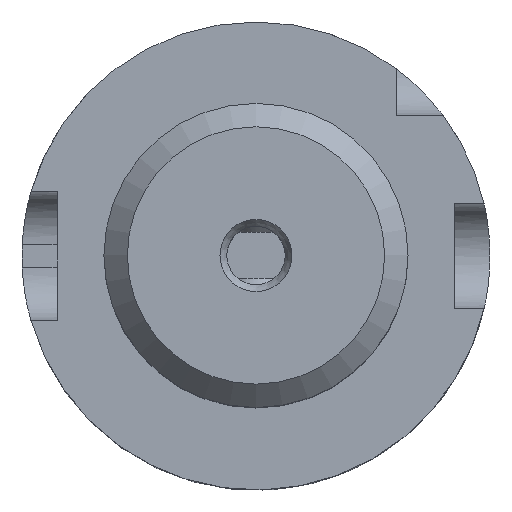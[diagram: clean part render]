
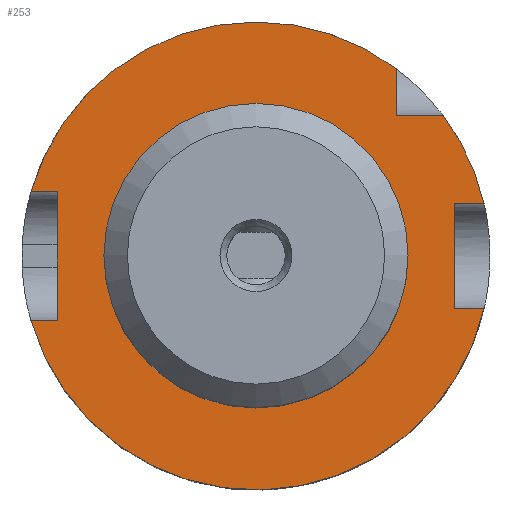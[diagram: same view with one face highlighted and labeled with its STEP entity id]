
A CAD part, top view. The second image highlights one B-rep face of the part: STEP entity #253.
In plain terms, the highlighted planar face has unit normal (0, 0, 1).
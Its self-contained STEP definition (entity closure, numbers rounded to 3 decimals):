
#87=PLANE('',#1779);
#253=ADVANCED_FACE('',(#464,#465),#87,.F.);
#353=CIRCLE('',#1712,20.);
#360=CIRCLE('',#1725,20.);
#390=CIRCLE('',#1776,13.);
#391=CIRCLE('',#1778,20.);
#464=FACE_BOUND('',#528,.T.);
#465=FACE_BOUND('',#529,.T.);
#528=EDGE_LOOP('',(#830));
#529=EDGE_LOOP('',(#831,#832,#833,#834,#835,#836,#837,#838,#839,#840,#841));
#830=ORIENTED_EDGE('',*,*,#1444,.F.);
#831=ORIENTED_EDGE('',*,*,#1445,.T.);
#832=ORIENTED_EDGE('',*,*,#1446,.T.);
#833=ORIENTED_EDGE('',*,*,#1348,.T.);
#834=ORIENTED_EDGE('',*,*,#1447,.T.);
#835=ORIENTED_EDGE('',*,*,#1448,.T.);
#836=ORIENTED_EDGE('',*,*,#1449,.T.);
#837=ORIENTED_EDGE('',*,*,#1371,.T.);
#838=ORIENTED_EDGE('',*,*,#1450,.T.);
#839=ORIENTED_EDGE('',*,*,#1451,.T.);
#840=ORIENTED_EDGE('',*,*,#1452,.T.);
#841=ORIENTED_EDGE('',*,*,#1453,.T.);
#1188=VERTEX_POINT('',#2390);
#1189=VERTEX_POINT('',#2391);
#1206=VERTEX_POINT('',#2547);
#1207=VERTEX_POINT('',#2548);
#1270=VERTEX_POINT('',#3086);
#1271=VERTEX_POINT('',#3089);
#1272=VERTEX_POINT('',#3090);
#1273=VERTEX_POINT('',#3093);
#1274=VERTEX_POINT('',#3095);
#1275=VERTEX_POINT('',#3098);
#1276=VERTEX_POINT('',#3100);
#1277=VERTEX_POINT('',#3102);
#1348=EDGE_CURVE('',#1188,#1189,#353,.T.);
#1371=EDGE_CURVE('',#1206,#1207,#360,.T.);
#1444=EDGE_CURVE('',#1270,#1270,#390,.T.);
#1445=EDGE_CURVE('',#1271,#1272,#1587,.T.);
#1446=EDGE_CURVE('',#1272,#1188,#1588,.T.);
#1447=EDGE_CURVE('',#1189,#1273,#1589,.T.);
#1448=EDGE_CURVE('',#1273,#1274,#1590,.T.);
#1449=EDGE_CURVE('',#1274,#1206,#1591,.T.);
#1450=EDGE_CURVE('',#1207,#1275,#1592,.T.);
#1451=EDGE_CURVE('',#1275,#1276,#1593,.T.);
#1452=EDGE_CURVE('',#1276,#1277,#391,.T.);
#1453=EDGE_CURVE('',#1277,#1271,#1594,.T.);
#1587=LINE('',#3088,#1652);
#1588=LINE('',#3091,#1653);
#1589=LINE('',#3092,#1654);
#1590=LINE('',#3094,#1655);
#1591=LINE('',#3096,#1656);
#1592=LINE('',#3097,#1657);
#1593=LINE('',#3099,#1658);
#1594=LINE('',#3103,#1659);
#1652=VECTOR('',#2052,1.);
#1653=VECTOR('',#2053,1.);
#1654=VECTOR('',#2054,1.);
#1655=VECTOR('',#2055,1.);
#1656=VECTOR('',#2056,1.);
#1657=VECTOR('',#2057,1.);
#1658=VECTOR('',#2058,1.);
#1659=VECTOR('',#2061,1.);
#1712=AXIS2_PLACEMENT_3D('',#2389,#1904,#1905);
#1725=AXIS2_PLACEMENT_3D('',#2546,#1934,#1935);
#1776=AXIS2_PLACEMENT_3D('',#3085,#2048,#2049);
#1778=AXIS2_PLACEMENT_3D('',#3101,#2059,#2060);
#1779=AXIS2_PLACEMENT_3D('',#3104,#2062,#2063);
#1904=DIRECTION('',(0.,0.,1.));
#1905=DIRECTION('',(0.,1.,0.));
#1934=DIRECTION('',(0.,0.,1.));
#1935=DIRECTION('',(0.,1.,0.));
#2048=DIRECTION('',(0.,0.,1.));
#2049=DIRECTION('',(0.,1.,0.));
#2052=DIRECTION('',(0.,-1.,0.));
#2053=DIRECTION('',(-1.,0.,0.));
#2054=DIRECTION('',(-1.,0.,0.));
#2055=DIRECTION('',(0.,1.,0.));
#2056=DIRECTION('',(1.,0.,0.));
#2057=DIRECTION('',(-1.,0.,0.));
#2058=DIRECTION('',(0.,1.,0.));
#2059=DIRECTION('',(0.,0.,1.));
#2060=DIRECTION('',(0.,1.,0.));
#2061=DIRECTION('',(1.,0.,0.));
#2062=DIRECTION('',(0.,0.,-1.));
#2063=DIRECTION('',(0.,1.,0.));
#2389=CARTESIAN_POINT('',(0.,0.,20.));
#2390=CARTESIAN_POINT('',(-19.229,-5.5,20.));
#2391=CARTESIAN_POINT('',(19.487,-4.5,20.));
#2546=CARTESIAN_POINT('',(0.,0.,20.));
#2547=CARTESIAN_POINT('',(19.487,4.5,20.));
#2548=CARTESIAN_POINT('',(16.,12.,20.));
#3085=CARTESIAN_POINT('',(0.,0.,20.));
#3086=CARTESIAN_POINT('',(0.,13.,20.));
#3088=CARTESIAN_POINT('',(-17.,-20.,20.));
#3089=CARTESIAN_POINT('',(-17.,5.5,20.));
#3090=CARTESIAN_POINT('',(-17.,-5.5,20.));
#3091=CARTESIAN_POINT('',(0.,-5.5,20.));
#3092=CARTESIAN_POINT('',(0.,-4.5,20.));
#3093=CARTESIAN_POINT('',(17.,-4.5,20.));
#3094=CARTESIAN_POINT('',(17.,-20.,20.));
#3095=CARTESIAN_POINT('',(17.,4.5,20.));
#3096=CARTESIAN_POINT('',(0.,4.5,20.));
#3097=CARTESIAN_POINT('',(0.,12.,20.));
#3098=CARTESIAN_POINT('',(12.,12.,20.));
#3099=CARTESIAN_POINT('',(12.,-20.,20.));
#3100=CARTESIAN_POINT('',(12.,16.,20.));
#3101=CARTESIAN_POINT('',(0.,0.,20.));
#3102=CARTESIAN_POINT('',(-19.229,5.5,20.));
#3103=CARTESIAN_POINT('',(0.,5.5,20.));
#3104=CARTESIAN_POINT('',(0.,-20.,20.));
